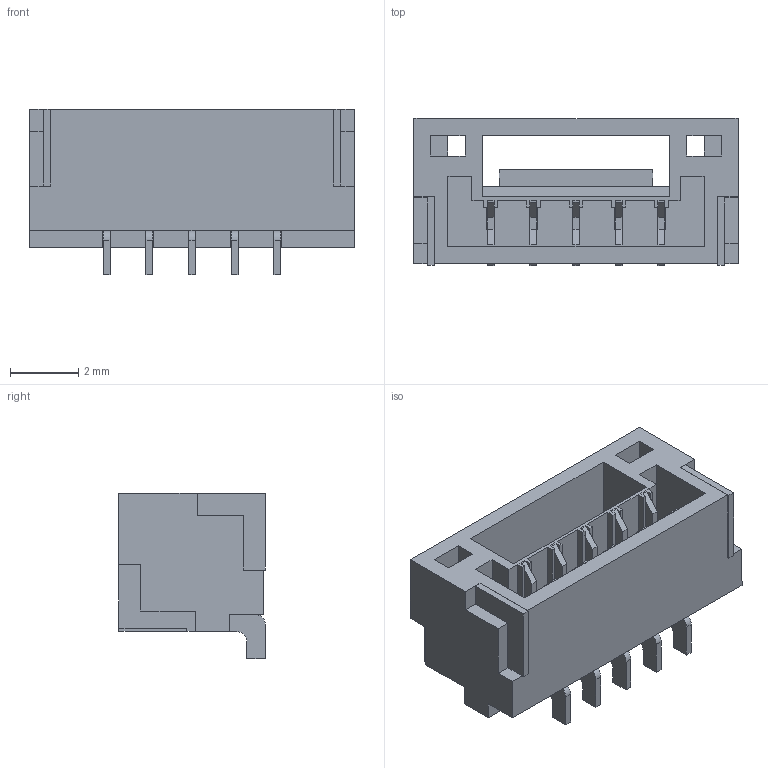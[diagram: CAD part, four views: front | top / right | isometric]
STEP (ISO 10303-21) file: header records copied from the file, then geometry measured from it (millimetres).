
FILE_DESCRIPTION (( 'STEP AP214' ), '1' );
FILE_NAME ('SM05B-GHS-TB.STEP', '2019-04-07T09:24:53', ( '' ), ( '' ), 'SwSTEP 2.0', 'SolidWorks 2018', '' );
FILE_SCHEMA (( 'AUTOMOTIVE_DESIGN' ));
Length unit declared in the file: millimetre
Products named in the file (1): SM05B-GHS-TB
Bounding box: 9.5 x 4.3 x 4.85 mm (x, y, z)
Volume: 84.2 mm3; surface area: 422.5 mm2
Topology: 8 solids, 8 shells, 244 faces, 698 edges, 462 vertices
Faces by surface type: plane 234, cylinder 10
Entity records: 8228 total; most frequent: CARTESIAN_POINT 1405, ORIENTED_EDGE 1396, DIRECTION 1208, EDGE_CURVE 698, VECTOR 678, LINE 678, VERTEX_POINT 462, AXIS2_PLACEMENT_3D 265
